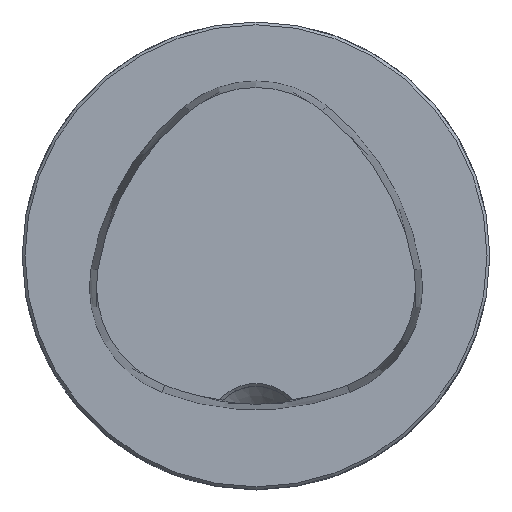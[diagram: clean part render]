
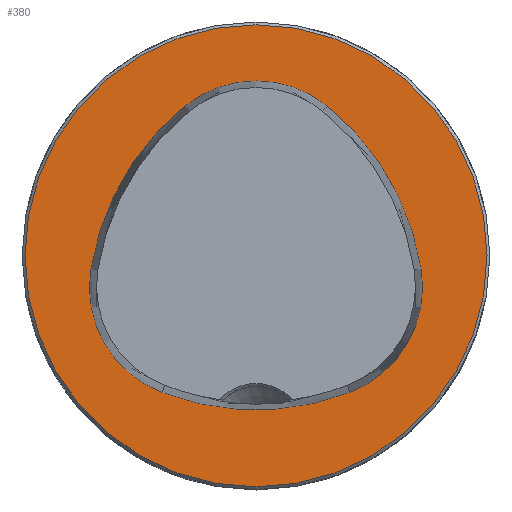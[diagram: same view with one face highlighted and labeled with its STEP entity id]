
A CAD part, top view. The second image highlights one B-rep face of the part: STEP entity #380.
In plain terms, the highlighted planar face has unit normal (0, 0, 1).
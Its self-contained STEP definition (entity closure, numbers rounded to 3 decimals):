
#63=PLANE('',#1500);
#380=ADVANCED_FACE('CU_E_LO_SU_1',(#496,#497),#63,.T.);
#496=FACE_BOUND('',#583,.T.);
#497=FACE_BOUND('',#584,.T.);
#583=EDGE_LOOP('',(#762));
#584=EDGE_LOOP('',(#763,#764,#765,#766,#767,#768));
#762=ORIENTED_EDGE('',*,*,#1258,.T.);
#763=ORIENTED_EDGE('',*,*,#1259,.F.);
#764=ORIENTED_EDGE('',*,*,#1260,.F.);
#765=ORIENTED_EDGE('',*,*,#1261,.F.);
#766=ORIENTED_EDGE('',*,*,#1262,.F.);
#767=ORIENTED_EDGE('',*,*,#1256,.F.);
#768=ORIENTED_EDGE('',*,*,#1263,.F.);
#1118=VERTEX_POINT('',#2376);
#1119=VERTEX_POINT('',#2378);
#1120=VERTEX_POINT('',#2382);
#1121=VERTEX_POINT('',#2384);
#1122=VERTEX_POINT('',#2385);
#1123=VERTEX_POINT('',#2387);
#1124=VERTEX_POINT('',#2389);
#1256=EDGE_CURVE('',#1118,#1119,#1399,.T.);
#1258=EDGE_CURVE('',#1120,#1120,#1400,.T.);
#1259=EDGE_CURVE('',#1121,#1122,#1401,.T.);
#1260=EDGE_CURVE('',#1123,#1121,#1402,.T.);
#1261=EDGE_CURVE('',#1124,#1123,#1403,.T.);
#1262=EDGE_CURVE('',#1119,#1124,#1404,.T.);
#1263=EDGE_CURVE('',#1122,#1118,#1405,.T.);
#1399=CIRCLE('',#1492,28.075);
#1400=CIRCLE('',#1494,24.7);
#1401=CIRCLE('',#1495,28.075);
#1402=CIRCLE('',#1496,12.075);
#1403=CIRCLE('',#1497,28.075);
#1404=CIRCLE('',#1498,12.075);
#1405=CIRCLE('',#1499,12.075);
#1492=AXIS2_PLACEMENT_3D('',#2377,#1683,#1684);
#1494=AXIS2_PLACEMENT_3D('',#2381,#1688,#1689);
#1495=AXIS2_PLACEMENT_3D('',#2383,#1690,#1691);
#1496=AXIS2_PLACEMENT_3D('',#2386,#1692,#1693);
#1497=AXIS2_PLACEMENT_3D('',#2388,#1694,#1695);
#1498=AXIS2_PLACEMENT_3D('',#2390,#1696,#1697);
#1499=AXIS2_PLACEMENT_3D('',#2391,#1698,#1699);
#1500=AXIS2_PLACEMENT_3D('',#2392,#1700,#1701);
#1683=DIRECTION('',(0.,0.,1.));
#1684=DIRECTION('',(1.,0.,0.));
#1688=DIRECTION('',(0.,0.,1.));
#1689=DIRECTION('',(1.,0.,0.));
#1690=DIRECTION('',(0.,0.,1.));
#1691=DIRECTION('',(1.,0.,0.));
#1692=DIRECTION('',(0.,0.,1.));
#1693=DIRECTION('',(1.,0.,0.));
#1694=DIRECTION('',(0.,0.,1.));
#1695=DIRECTION('',(1.,0.,0.));
#1696=DIRECTION('',(0.,0.,1.));
#1697=DIRECTION('',(1.,0.,0.));
#1698=DIRECTION('',(0.,0.,1.));
#1699=DIRECTION('',(1.,0.,0.));
#1700=DIRECTION('',(0.,0.,1.));
#1701=DIRECTION('',(1.,0.,0.));
#2376=CARTESIAN_POINT('',(-10.05,-14.595,0.));
#2377=CARTESIAN_POINT('',(0.,11.62,0.));
#2378=CARTESIAN_POINT('',(10.05,-14.595,0.));
#2381=CARTESIAN_POINT('',(0.,0.,0.));
#2382=CARTESIAN_POINT('',(24.7,0.,0.));
#2383=CARTESIAN_POINT('',(10.078,-5.807,0.));
#2384=CARTESIAN_POINT('',(-7.606,15.999,0.));
#2385=CARTESIAN_POINT('',(-17.656,-1.443,0.));
#2386=CARTESIAN_POINT('',(0.,6.62,0.));
#2387=CARTESIAN_POINT('',(7.606,15.999,0.));
#2388=CARTESIAN_POINT('',(-10.078,-5.807,0.));
#2389=CARTESIAN_POINT('',(17.656,-1.443,0.));
#2390=CARTESIAN_POINT('',(5.727,-3.32,0.));
#2391=CARTESIAN_POINT('',(-5.727,-3.32,0.));
#2392=CARTESIAN_POINT('',(0.,0.,0.));
